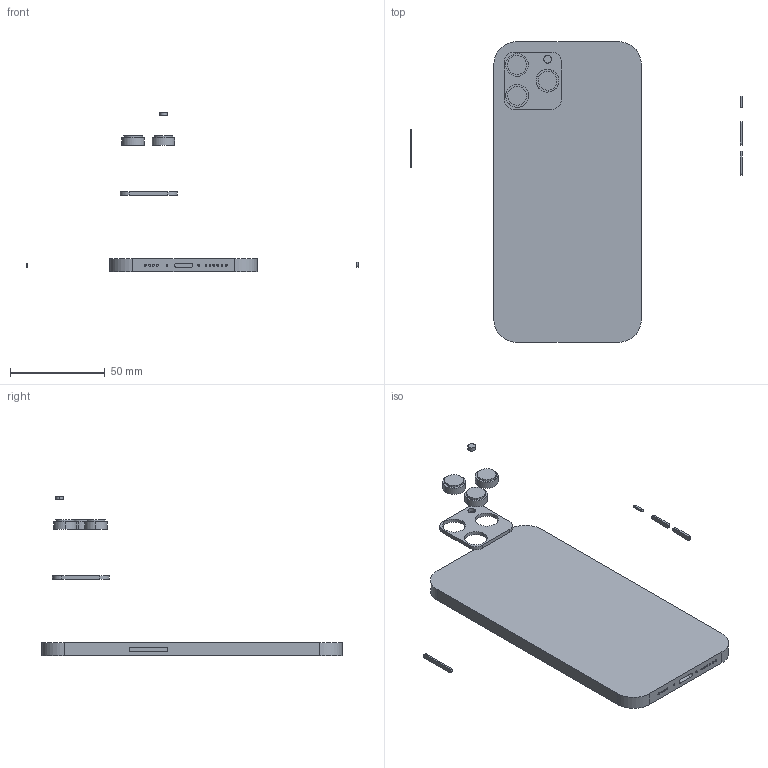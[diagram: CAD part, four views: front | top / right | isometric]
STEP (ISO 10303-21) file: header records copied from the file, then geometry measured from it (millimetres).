
FILE_DESCRIPTION (( 'STEP AP214' ), '1' );
FILE_NAME ('忒儂蚾饜芞.STEP', '2025-01-14T10:49:06', ( '' ), ( '' ), 'SwSTEP 2.0', 'SolidWorks 2024', '' );
FILE_SCHEMA (( 'AUTOMOTIVE_DESIGN' ));
Length unit declared in the file: millimetre
Products named in the file (7): 摄像头基座; 手机装配图; 零件2; 闪光灯; 左侧按钮; 摄像头1; 右侧按钮
Assembly tree (8 placements, depth 2):
  手机装配图
    零件2
    摄像头基座
    摄像头1  x3
    右侧按钮
    左侧按钮
    闪光灯
Bounding box: 175.23 x 158.66 x 84.4 mm (x, y, z)
Volume: 89389.7 mm3; surface area: 31064.1 mm2
Topology: 10 solids, 10 shells, 127 faces, 267 edges, 178 vertices
Faces by surface type: cylinder 69, plane 58
Entity records: 3389 total; most frequent: DIRECTION 613, CARTESIAN_POINT 529, ORIENTED_EDGE 486, AXIS2_PLACEMENT_3D 246, EDGE_CURVE 243, VERTEX_POINT 162, EDGE_LOOP 137, CIRCLE 122
